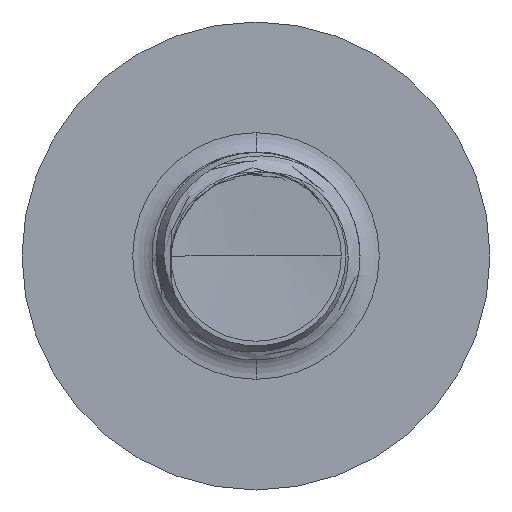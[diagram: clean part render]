
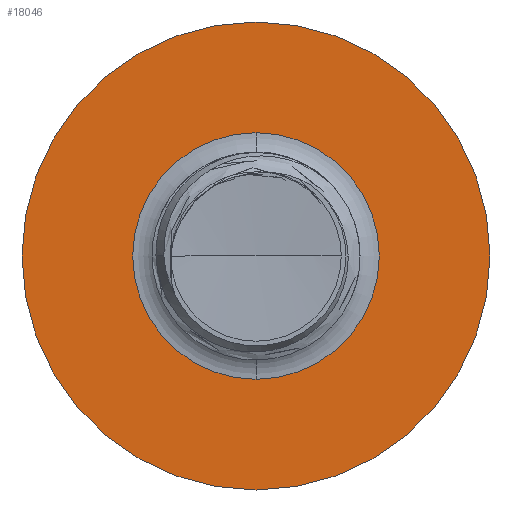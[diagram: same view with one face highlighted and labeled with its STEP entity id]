
A CAD part, front view. The second image highlights one B-rep face of the part: STEP entity #18046.
In plain terms, the highlighted planar face has unit normal (0, -1, 0).
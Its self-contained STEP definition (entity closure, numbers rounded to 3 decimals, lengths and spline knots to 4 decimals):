
#246 = EDGE_CURVE ( 'NONE', #15173, #15757, #11984, .T. ) ;
#712 = FACE_OUTER_BOUND ( 'NONE', #15771, .T. ) ;
#1279 = CIRCLE ( 'NONE', #16393, 4.5 ) ;
#1557 = CIRCLE ( 'NONE', #3722, 2.3709 ) ;
#1694 = ORIENTED_EDGE ( 'NONE', *, *, #13894, .T. ) ;
#3652 = DIRECTION ( 'NONE',  ( 0., 1., 0. ) ) ;
#3658 = CARTESIAN_POINT ( 'NONE',  ( 0., 8., 4.5 ) ) ;
#3722 = AXIS2_PLACEMENT_3D ( 'NONE', #17859, #7536, #19637 ) ;
#4979 = ORIENTED_EDGE ( 'NONE', *, *, #15460, .T. ) ;
#5132 = DIRECTION ( 'NONE',  ( 0., 1., 0. ) ) ;
#5457 = DIRECTION ( 'NONE',  ( 0., 1., 0. ) ) ;
#5805 = CARTESIAN_POINT ( 'NONE',  ( 0., 8., 4.5 ) ) ;
#7536 = DIRECTION ( 'NONE',  ( 0., 1., 0. ) ) ;
#7610 = ORIENTED_EDGE ( 'NONE', *, *, #246, .F. ) ;
#8871 = DIRECTION ( 'NONE',  ( 0., 0., 1. ) ) ;
#9481 = FACE_BOUND ( 'NONE', #15634, .T. ) ;
#9508 = CARTESIAN_POINT ( 'NONE',  ( 0., 8., -2.3709 ) ) ;
#10703 = AXIS2_PLACEMENT_3D ( 'NONE', #15440, #5132, #17199 ) ;
#11014 = AXIS2_PLACEMENT_3D ( 'NONE', #3658, #5457, #17514 ) ;
#11984 = CIRCLE ( 'NONE', #22492, 4.5 ) ;
#13894 = EDGE_CURVE ( 'NONE', #22023, #15791, #20299, .T. ) ;
#14026 = CARTESIAN_POINT ( 'NONE',  ( 0., 8., 0. ) ) ;
#14199 = EDGE_CURVE ( 'NONE', #15757, #15173, #1279, .T. ) ;
#15129 = ORIENTED_EDGE ( 'NONE', *, *, #14199, .F. ) ;
#15173 = VERTEX_POINT ( 'NONE', #17344 ) ;
#15440 = CARTESIAN_POINT ( 'NONE',  ( 0., 8., 0. ) ) ;
#15460 = EDGE_CURVE ( 'NONE', #15791, #22023, #1557, .T. ) ;
#15527 = PLANE ( 'NONE',  #11014 ) ;
#15634 = EDGE_LOOP ( 'NONE', ( #1694, #4979 ) ) ;
#15744 = DIRECTION ( 'NONE',  ( 0., 0., 1. ) ) ;
#15757 = VERTEX_POINT ( 'NONE', #5805 ) ;
#15771 = EDGE_LOOP ( 'NONE', ( #15129, #7610 ) ) ;
#15791 = VERTEX_POINT ( 'NONE', #9508 ) ;
#16393 = AXIS2_PLACEMENT_3D ( 'NONE', #14026, #3652, #15744 ) ;
#17199 = DIRECTION ( 'NONE',  ( 0., 0., 1. ) ) ;
#17344 = CARTESIAN_POINT ( 'NONE',  ( 0., 8., -4.5 ) ) ;
#17514 = DIRECTION ( 'NONE',  ( 0., 0., 1. ) ) ;
#17859 = CARTESIAN_POINT ( 'NONE',  ( 0., 8., 0. ) ) ;
#17937 = CARTESIAN_POINT ( 'NONE',  ( 0., 8., 0. ) ) ;
#18046 = ADVANCED_FACE ( 'NONE', ( #712, #9481 ), #15527, .F. ) ;
#18524 = CARTESIAN_POINT ( 'NONE',  ( 0., 8., 2.3709 ) ) ;
#19637 = DIRECTION ( 'NONE',  ( 0., 0., 1. ) ) ;
#20210 = DIRECTION ( 'NONE',  ( 0., 1., 0. ) ) ;
#20299 = CIRCLE ( 'NONE', #10703, 2.3709 ) ;
#22023 = VERTEX_POINT ( 'NONE', #18524 ) ;
#22492 = AXIS2_PLACEMENT_3D ( 'NONE', #17937, #20210, #8871 ) ;
